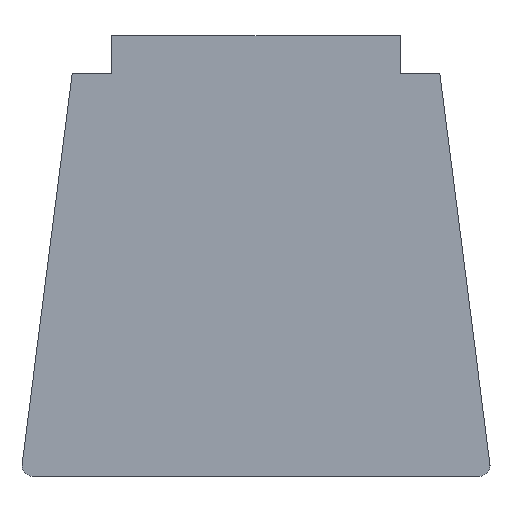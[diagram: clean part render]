
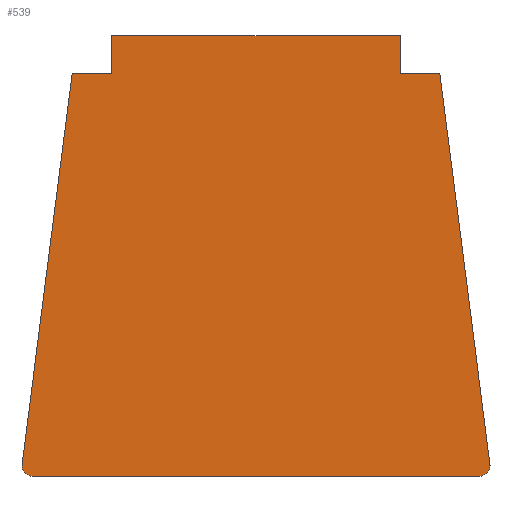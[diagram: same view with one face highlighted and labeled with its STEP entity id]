
A CAD part, top view. The second image highlights one B-rep face of the part: STEP entity #539.
In plain terms, the highlighted planar face has unit normal (0, 0, 1).
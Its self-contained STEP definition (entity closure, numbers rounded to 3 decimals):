
#6 = CARTESIAN_POINT ( 'NONE',  ( -134., 170., 10. ) ) ;
#18 = CARTESIAN_POINT ( 'NONE',  ( -219.07, -205., 10. ) ) ;
#20 = VERTEX_POINT ( 'NONE', #126 ) ;
#24 = DIRECTION ( 'NONE',  ( 0.127, -0.992, 0. ) ) ;
#27 = CARTESIAN_POINT ( 'NONE',  ( 217.625, -193.729, 10. ) ) ;
#30 = FACE_OUTER_BOUND ( 'NONE', #463, .T. ) ;
#40 = EDGE_CURVE ( 'NONE', #559, #218, #123, .T. ) ;
#41 = CARTESIAN_POINT ( 'NONE',  ( 217.706, -195., 10. ) ) ;
#54 = ORIENTED_EDGE ( 'NONE', *, *, #522, .T. ) ;
#55 = LINE ( 'NONE', #234, #310 ) ;
#58 = VECTOR ( 'NONE', #178, 1000. ) ;
#65 = VERTEX_POINT ( 'NONE', #474 ) ;
#67 = PLANE ( 'NONE',  #175 ) ;
#69 = CIRCLE ( 'NONE', #349, 10. ) ;
#75 = DIRECTION ( 'NONE',  ( -1., 0., 0. ) ) ;
#82 = CARTESIAN_POINT ( 'NONE',  ( -171., 170., 10. ) ) ;
#84 = EDGE_CURVE ( 'NONE', #268, #65, #294, .T. ) ;
#87 = CARTESIAN_POINT ( 'NONE',  ( 207.706, -195., 10. ) ) ;
#94 = VECTOR ( 'NONE', #330, 1000. ) ;
#95 = LINE ( 'NONE', #230, #140 ) ;
#98 = CIRCLE ( 'NONE', #237, 10. ) ;
#99 = CARTESIAN_POINT ( 'NONE',  ( -134., 205., 10. ) ) ;
#107 = EDGE_CURVE ( 'NONE', #20, #268, #69, .T. ) ;
#114 = CARTESIAN_POINT ( 'NONE',  ( 219.07, -205., 10. ) ) ;
#118 = ORIENTED_EDGE ( 'NONE', *, *, #401, .T. ) ;
#120 = CARTESIAN_POINT ( 'NONE',  ( -207.706, -195., 10. ) ) ;
#123 = LINE ( 'NONE', #530, #418 ) ;
#126 = CARTESIAN_POINT ( 'NONE',  ( -217.625, -193.729, 10. ) ) ;
#129 = DIRECTION ( 'NONE',  ( 0., -1., 0. ) ) ;
#133 = CARTESIAN_POINT ( 'NONE',  ( -217.706, -195., 10. ) ) ;
#137 = CARTESIAN_POINT ( 'NONE',  ( -134., 170., 10. ) ) ;
#138 = LINE ( 'NONE', #99, #94 ) ;
#139 = EDGE_CURVE ( 'NONE', #142, #552, #98, .T. ) ;
#140 = VECTOR ( 'NONE', #448, 1000. ) ;
#142 = VERTEX_POINT ( 'NONE', #41 ) ;
#163 = ORIENTED_EDGE ( 'NONE', *, *, #84, .T. ) ;
#171 = EDGE_CURVE ( 'NONE', #371, #311, #533, .T. ) ;
#175 = AXIS2_PLACEMENT_3D ( 'NONE', #523, #249, #432 ) ;
#178 = DIRECTION ( 'NONE',  ( 0., -1., 0. ) ) ;
#180 = DIRECTION ( 'NONE',  ( 0., 0., 1. ) ) ;
#188 = VERTEX_POINT ( 'NONE', #269 ) ;
#193 = ORIENTED_EDGE ( 'NONE', *, *, #139, .T. ) ;
#197 = ORIENTED_EDGE ( 'NONE', *, *, #531, .F. ) ;
#213 = LINE ( 'NONE', #114, #280 ) ;
#218 = VERTEX_POINT ( 'NONE', #540 ) ;
#230 = CARTESIAN_POINT ( 'NONE',  ( 171., 170., 10. ) ) ;
#231 = CARTESIAN_POINT ( 'NONE',  ( 207.706, -195., 10. ) ) ;
#234 = CARTESIAN_POINT ( 'NONE',  ( 0., -205., 10. ) ) ;
#235 = VECTOR ( 'NONE', #262, 1000. ) ;
#236 = ORIENTED_EDGE ( 'NONE', *, *, #458, .T. ) ;
#237 = AXIS2_PLACEMENT_3D ( 'NONE', #87, #180, #578 ) ;
#249 = DIRECTION ( 'NONE',  ( 0., 0., -1. ) ) ;
#262 = DIRECTION ( 'NONE',  ( -1., 0., 0. ) ) ;
#268 = VERTEX_POINT ( 'NONE', #133 ) ;
#269 = CARTESIAN_POINT ( 'NONE',  ( 207.706, -205., 10. ) ) ;
#270 = DIRECTION ( 'NONE',  ( 0., 0., 1. ) ) ;
#276 = EDGE_CURVE ( 'NONE', #218, #442, #95, .T. ) ;
#280 = VECTOR ( 'NONE', #24, 1000. ) ;
#294 = CIRCLE ( 'NONE', #339, 10. ) ;
#298 = DIRECTION ( 'NONE',  ( 0., 0., 1. ) ) ;
#303 = CARTESIAN_POINT ( 'NONE',  ( 134., 205., 10. ) ) ;
#310 = VECTOR ( 'NONE', #405, 1000. ) ;
#311 = VERTEX_POINT ( 'NONE', #6 ) ;
#319 = EDGE_CURVE ( 'NONE', #430, #20, #467, .T. ) ;
#323 = DIRECTION ( 'NONE',  ( -1., 0., 0. ) ) ;
#328 = ORIENTED_EDGE ( 'NONE', *, *, #410, .T. ) ;
#330 = DIRECTION ( 'NONE',  ( -1., 0., 0. ) ) ;
#339 = AXIS2_PLACEMENT_3D ( 'NONE', #120, #298, #75 ) ;
#349 = AXIS2_PLACEMENT_3D ( 'NONE', #489, #270, #450 ) ;
#364 = CARTESIAN_POINT ( 'NONE',  ( -171., 170., 10. ) ) ;
#371 = VERTEX_POINT ( 'NONE', #553 ) ;
#373 = ORIENTED_EDGE ( 'NONE', *, *, #107, .T. ) ;
#401 = EDGE_CURVE ( 'NONE', #559, #371, #138, .T. ) ;
#405 = DIRECTION ( 'NONE',  ( 1., 0., 0. ) ) ;
#410 = EDGE_CURVE ( 'NONE', #188, #142, #412, .T. ) ;
#412 = CIRCLE ( 'NONE', #495, 10. ) ;
#418 = VECTOR ( 'NONE', #129, 1000. ) ;
#430 = VERTEX_POINT ( 'NONE', #364 ) ;
#432 = DIRECTION ( 'NONE',  ( -1., 0., 0. ) ) ;
#435 = LINE ( 'NONE', #82, #235 ) ;
#442 = VERTEX_POINT ( 'NONE', #542 ) ;
#446 = ORIENTED_EDGE ( 'NONE', *, *, #319, .T. ) ;
#448 = DIRECTION ( 'NONE',  ( 1., 0., 0. ) ) ;
#450 = DIRECTION ( 'NONE',  ( -1., 0., 0. ) ) ;
#453 = DIRECTION ( 'NONE',  ( -0.127, -0.992, 0. ) ) ;
#458 = EDGE_CURVE ( 'NONE', #65, #188, #55, .T. ) ;
#463 = EDGE_LOOP ( 'NONE', ( #236, #328, #193, #197, #554, #511, #118, #576, #54, #446, #373, #163 ) ) ;
#466 = VECTOR ( 'NONE', #453, 1000. ) ;
#467 = LINE ( 'NONE', #18, #466 ) ;
#474 = CARTESIAN_POINT ( 'NONE',  ( -207.706, -205., 10. ) ) ;
#489 = CARTESIAN_POINT ( 'NONE',  ( -207.706, -195., 10. ) ) ;
#495 = AXIS2_PLACEMENT_3D ( 'NONE', #231, #507, #323 ) ;
#507 = DIRECTION ( 'NONE',  ( 0., 0., 1. ) ) ;
#511 = ORIENTED_EDGE ( 'NONE', *, *, #40, .F. ) ;
#522 = EDGE_CURVE ( 'NONE', #311, #430, #435, .T. ) ;
#523 = CARTESIAN_POINT ( 'NONE',  ( 0., 0., 10. ) ) ;
#530 = CARTESIAN_POINT ( 'NONE',  ( 134., 170., 10. ) ) ;
#531 = EDGE_CURVE ( 'NONE', #442, #552, #213, .T. ) ;
#533 = LINE ( 'NONE', #137, #58 ) ;
#539 = ADVANCED_FACE ( 'NONE', ( #30 ), #67, .F. ) ;
#540 = CARTESIAN_POINT ( 'NONE',  ( 134., 170., 10. ) ) ;
#542 = CARTESIAN_POINT ( 'NONE',  ( 171., 170., 10. ) ) ;
#552 = VERTEX_POINT ( 'NONE', #27 ) ;
#553 = CARTESIAN_POINT ( 'NONE',  ( -134., 205., 10. ) ) ;
#554 = ORIENTED_EDGE ( 'NONE', *, *, #276, .F. ) ;
#559 = VERTEX_POINT ( 'NONE', #303 ) ;
#576 = ORIENTED_EDGE ( 'NONE', *, *, #171, .T. ) ;
#578 = DIRECTION ( 'NONE',  ( -1., 0., 0. ) ) ;
